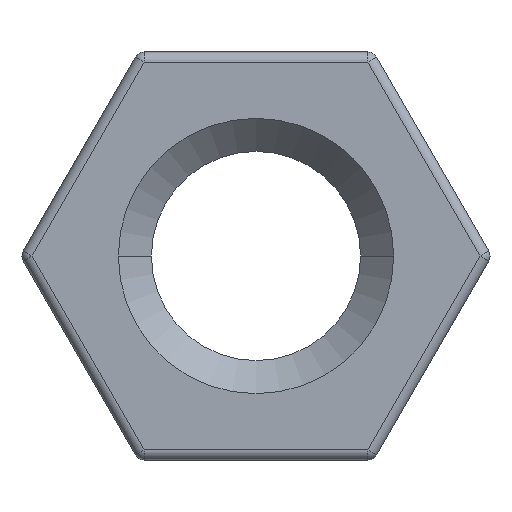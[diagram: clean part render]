
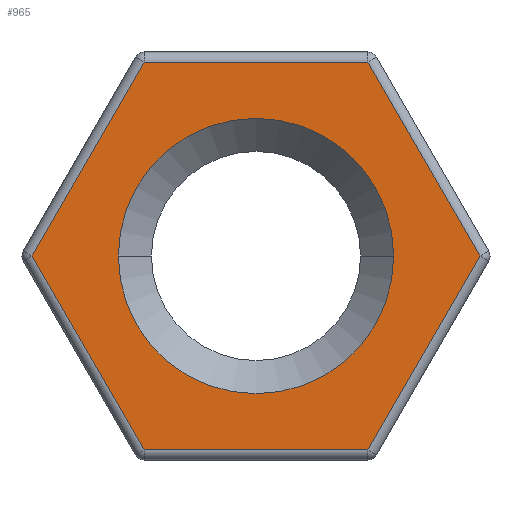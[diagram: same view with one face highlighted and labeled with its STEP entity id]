
A CAD part, left-side view. The second image highlights one B-rep face of the part: STEP entity #965.
In plain terms, the highlighted planar face has unit normal (-1, 0, 0).
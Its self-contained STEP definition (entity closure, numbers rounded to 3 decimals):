
#12 = AXIS2_PLACEMENT_3D ( 'NONE', #1066, #1065, #1093 ) ;
#62 = VERTEX_POINT ( 'NONE', #842 ) ;
#64 = ORIENTED_EDGE ( 'NONE', *, *, #324, .T. ) ;
#109 = VERTEX_POINT ( 'NONE', #1075 ) ;
#120 = EDGE_CURVE ( 'NONE', #973, #1056, #1186, .T. ) ;
#131 = ORIENTED_EDGE ( 'NONE', *, *, #315, .T. ) ;
#132 = DIRECTION ( 'NONE',  ( 0., -1., 0. ) ) ;
#147 = CARTESIAN_POINT ( 'NONE',  ( 0., 0., -1.9 ) ) ;
#153 = DIRECTION ( 'NONE',  ( 0., 0.5, 0.866 ) ) ;
#183 = EDGE_CURVE ( 'NONE', #308, #601, #1228, .T. ) ;
#190 = CARTESIAN_POINT ( 'NONE',  ( 0., -1.645, 0.95 ) ) ;
#255 = EDGE_CURVE ( 'NONE', #62, #308, #1268, .T. ) ;
#259 = EDGE_CURVE ( 'NONE', #931, #109, #406, .T. ) ;
#277 = EDGE_CURVE ( 'NONE', #1056, #973, #1185, .T. ) ;
#308 = VERTEX_POINT ( 'NONE', #428 ) ;
#309 = EDGE_CURVE ( 'NONE', #1167, #931, #881, .T. ) ;
#315 = EDGE_CURVE ( 'NONE', #601, #1167, #1054, .T. ) ;
#320 = PLANE ( 'NONE',  #799 ) ;
#324 = EDGE_CURVE ( 'NONE', #109, #62, #394, .T. ) ;
#337 = ORIENTED_EDGE ( 'NONE', *, *, #183, .T. ) ;
#378 = CARTESIAN_POINT ( 'NONE',  ( 0., 1.645, 0.95 ) ) ;
#392 = DIRECTION ( 'NONE',  ( 0., 0.5, -0.866 ) ) ;
#394 = LINE ( 'NONE', #560, #814 ) ;
#403 = CARTESIAN_POINT ( 'NONE',  ( 0., 1.097, 1.9 ) ) ;
#406 = LINE ( 'NONE', #147, #828 ) ;
#420 = VECTOR ( 'NONE', #392, 1000. ) ;
#428 = CARTESIAN_POINT ( 'NONE',  ( 0., -1.097, 1.9 ) ) ;
#468 = ORIENTED_EDGE ( 'NONE', *, *, #255, .T. ) ;
#503 = FACE_BOUND ( 'NONE', #1112, .T. ) ;
#515 = DIRECTION ( 'NONE',  ( 1., 0., 0. ) ) ;
#545 = DIRECTION ( 'NONE',  ( 1., 0., 0. ) ) ;
#560 = CARTESIAN_POINT ( 'NONE',  ( 0., -1.645, -0.95 ) ) ;
#601 = VERTEX_POINT ( 'NONE', #403 ) ;
#644 = DIRECTION ( 'NONE',  ( 0., -0.5, 0.866 ) ) ;
#678 = VECTOR ( 'NONE', #720, 1000. ) ;
#687 = CARTESIAN_POINT ( 'NONE',  ( 0., 1.35, 0. ) ) ;
#717 = CARTESIAN_POINT ( 'NONE',  ( 0., 0., 1.9 ) ) ;
#720 = DIRECTION ( 'NONE',  ( 0., -0.5, -0.866 ) ) ;
#733 = EDGE_LOOP ( 'NONE', ( #468, #337, #131, #805, #1272, #64 ) ) ;
#760 = DIRECTION ( 'NONE',  ( 0., 1., 0. ) ) ;
#761 = CARTESIAN_POINT ( 'NONE',  ( 0., 0., 0. ) ) ;
#764 = CARTESIAN_POINT ( 'NONE',  ( 0., -1.35, 0. ) ) ;
#786 = ORIENTED_EDGE ( 'NONE', *, *, #120, .T. ) ;
#799 = AXIS2_PLACEMENT_3D ( 'NONE', #761, #515, #1061 ) ;
#805 = ORIENTED_EDGE ( 'NONE', *, *, #309, .T. ) ;
#814 = VECTOR ( 'NONE', #644, 1000. ) ;
#815 = VECTOR ( 'NONE', #760, 1000. ) ;
#828 = VECTOR ( 'NONE', #132, 1000. ) ;
#842 = CARTESIAN_POINT ( 'NONE',  ( 0., -2.194, 0. ) ) ;
#881 = LINE ( 'NONE', #1263, #678 ) ;
#910 = ORIENTED_EDGE ( 'NONE', *, *, #277, .T. ) ;
#931 = VERTEX_POINT ( 'NONE', #1225 ) ;
#965 = ADVANCED_FACE ( 'NONE', ( #1161, #503 ), #320, .F. ) ;
#973 = VERTEX_POINT ( 'NONE', #764 ) ;
#1000 = CARTESIAN_POINT ( 'NONE',  ( 0., 0., 0. ) ) ;
#1040 = VECTOR ( 'NONE', #153, 1000. ) ;
#1054 = LINE ( 'NONE', #378, #420 ) ;
#1056 = VERTEX_POINT ( 'NONE', #687 ) ;
#1061 = DIRECTION ( 'NONE',  ( 0., 1., 0. ) ) ;
#1065 = DIRECTION ( 'NONE',  ( 1., 0., 0. ) ) ;
#1066 = CARTESIAN_POINT ( 'NONE',  ( 0., 0., 0. ) ) ;
#1075 = CARTESIAN_POINT ( 'NONE',  ( 0., -1.097, -1.9 ) ) ;
#1085 = DIRECTION ( 'NONE',  ( 0., 1., 0. ) ) ;
#1093 = DIRECTION ( 'NONE',  ( 0., 1., 0. ) ) ;
#1112 = EDGE_LOOP ( 'NONE', ( #910, #786 ) ) ;
#1161 = FACE_OUTER_BOUND ( 'NONE', #733, .T. ) ;
#1167 = VERTEX_POINT ( 'NONE', #1239 ) ;
#1185 = CIRCLE ( 'NONE', #1220, 1.35 ) ;
#1186 = CIRCLE ( 'NONE', #12, 1.35 ) ;
#1220 = AXIS2_PLACEMENT_3D ( 'NONE', #1000, #545, #1085 ) ;
#1225 = CARTESIAN_POINT ( 'NONE',  ( 0., 1.097, -1.9 ) ) ;
#1228 = LINE ( 'NONE', #717, #815 ) ;
#1239 = CARTESIAN_POINT ( 'NONE',  ( 0., 2.194, 0. ) ) ;
#1263 = CARTESIAN_POINT ( 'NONE',  ( 0., 1.645, -0.95 ) ) ;
#1268 = LINE ( 'NONE', #190, #1040 ) ;
#1272 = ORIENTED_EDGE ( 'NONE', *, *, #259, .T. ) ;
